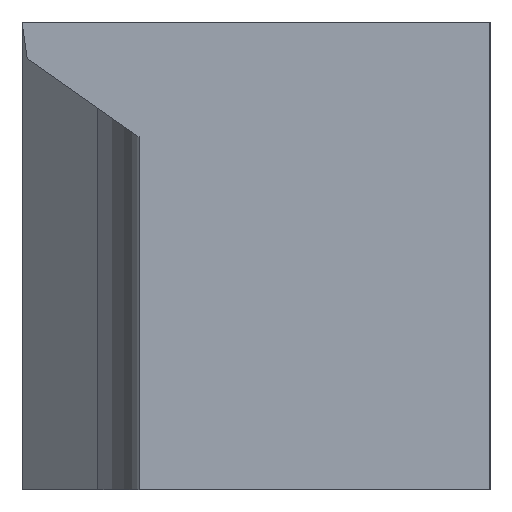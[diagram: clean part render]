
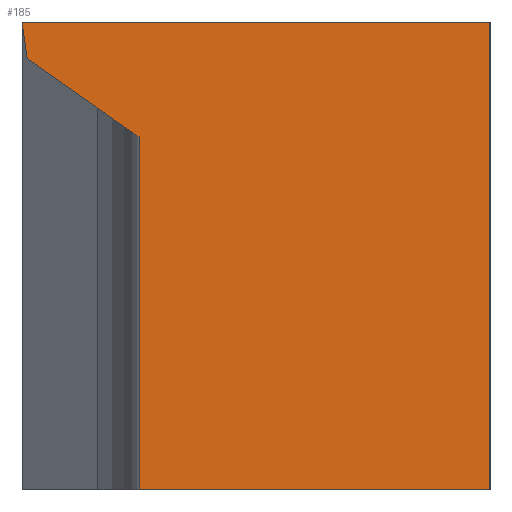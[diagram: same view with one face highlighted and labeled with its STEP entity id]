
A CAD part, left-side view. The second image highlights one B-rep face of the part: STEP entity #185.
In plain terms, the highlighted planar face has unit normal (-1, 0, 0).
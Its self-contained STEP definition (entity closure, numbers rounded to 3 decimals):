
#2 = DIRECTION ( 'NONE',  ( 0., 1., 0. ) ) ;
#3 = EDGE_CURVE ( 'NONE', #52, #295, #371, .T. ) ;
#7 = ORIENTED_EDGE ( 'NONE', *, *, #391, .F. ) ;
#9 = VECTOR ( 'NONE', #335, 1000. ) ;
#26 = EDGE_CURVE ( 'NONE', #127, #350, #80, .T. ) ;
#39 = CARTESIAN_POINT ( 'NONE',  ( 0., -5., -4.912 ) ) ;
#52 = VERTEX_POINT ( 'NONE', #340 ) ;
#58 = EDGE_LOOP ( 'NONE', ( #322, #187, #7, #254, #368, #98 ) ) ;
#66 = LINE ( 'NONE', #248, #177 ) ;
#80 = LINE ( 'NONE', #81, #119 ) ;
#81 = CARTESIAN_POINT ( 'NONE',  ( 0., -8.446, 0. ) ) ;
#89 = DIRECTION ( 'NONE',  ( 0., -1., 0. ) ) ;
#90 = AXIS2_PLACEMENT_3D ( 'NONE', #241, #145, #2 ) ;
#91 = CARTESIAN_POINT ( 'NONE',  ( 0., -25., -20. ) ) ;
#97 = VECTOR ( 'NONE', #390, 1000. ) ;
#98 = ORIENTED_EDGE ( 'NONE', *, *, #344, .T. ) ;
#111 = PLANE ( 'NONE',  #90 ) ;
#119 = VECTOR ( 'NONE', #89, 1000. ) ;
#127 = VERTEX_POINT ( 'NONE', #178 ) ;
#130 = CARTESIAN_POINT ( 'NONE',  ( 0., -5., -20. ) ) ;
#145 = DIRECTION ( 'NONE',  ( 1., 0., 0. ) ) ;
#146 = DIRECTION ( 'NONE',  ( 0., 0.139, 0.99 ) ) ;
#163 = LINE ( 'NONE', #255, #328 ) ;
#170 = DIRECTION ( 'NONE',  ( 0., 0.819, 0.574 ) ) ;
#177 = VECTOR ( 'NONE', #146, 1000. ) ;
#178 = CARTESIAN_POINT ( 'NONE',  ( 0., 0., 0. ) ) ;
#185 = ADVANCED_FACE ( 'NONE', ( #278 ), #111, .F. ) ;
#187 = ORIENTED_EDGE ( 'NONE', *, *, #206, .F. ) ;
#193 = LINE ( 'NONE', #300, #199 ) ;
#199 = VECTOR ( 'NONE', #385, 1000. ) ;
#206 = EDGE_CURVE ( 'NONE', #281, #127, #66, .T. ) ;
#241 = CARTESIAN_POINT ( 'NONE',  ( 0., -7.5, -3. ) ) ;
#248 = CARTESIAN_POINT ( 'NONE',  ( 0., 0., 0. ) ) ;
#254 = ORIENTED_EDGE ( 'NONE', *, *, #341, .F. ) ;
#255 = CARTESIAN_POINT ( 'NONE',  ( 0., -0.22, -1.565 ) ) ;
#278 = FACE_OUTER_BOUND ( 'NONE', #58, .T. ) ;
#281 = VERTEX_POINT ( 'NONE', #315 ) ;
#295 = VERTEX_POINT ( 'NONE', #130 ) ;
#300 = CARTESIAN_POINT ( 'NONE',  ( 0., -5., -20. ) ) ;
#307 = CARTESIAN_POINT ( 'NONE',  ( 0., -20., -20. ) ) ;
#315 = CARTESIAN_POINT ( 'NONE',  ( 0., -0.22, -1.565 ) ) ;
#322 = ORIENTED_EDGE ( 'NONE', *, *, #26, .F. ) ;
#327 = VERTEX_POINT ( 'NONE', #39 ) ;
#328 = VECTOR ( 'NONE', #170, 1000. ) ;
#335 = DIRECTION ( 'NONE',  ( 0., 0., 1. ) ) ;
#340 = CARTESIAN_POINT ( 'NONE',  ( 0., -20., -20. ) ) ;
#341 = EDGE_CURVE ( 'NONE', #295, #327, #193, .T. ) ;
#344 = EDGE_CURVE ( 'NONE', #52, #350, #362, .T. ) ;
#350 = VERTEX_POINT ( 'NONE', #370 ) ;
#362 = LINE ( 'NONE', #307, #9 ) ;
#368 = ORIENTED_EDGE ( 'NONE', *, *, #3, .F. ) ;
#370 = CARTESIAN_POINT ( 'NONE',  ( 0., -20., 0. ) ) ;
#371 = LINE ( 'NONE', #91, #97 ) ;
#385 = DIRECTION ( 'NONE',  ( 0., 0., 1. ) ) ;
#390 = DIRECTION ( 'NONE',  ( 0., 1., 0. ) ) ;
#391 = EDGE_CURVE ( 'NONE', #327, #281, #163, .T. ) ;
